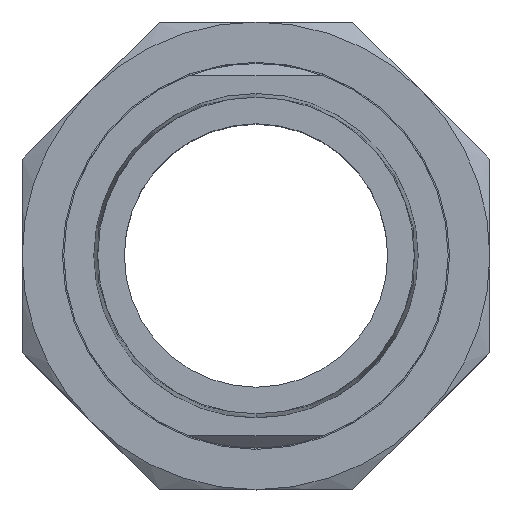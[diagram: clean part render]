
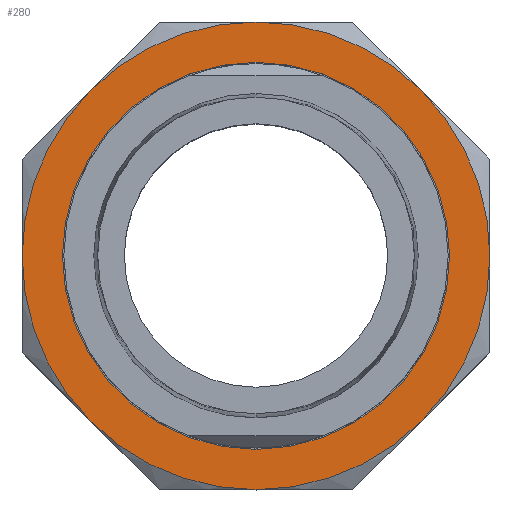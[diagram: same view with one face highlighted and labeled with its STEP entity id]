
A CAD part, top view. The second image highlights one B-rep face of the part: STEP entity #280.
In plain terms, the highlighted planar face has unit normal (0, 0, 1).
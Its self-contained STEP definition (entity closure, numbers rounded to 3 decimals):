
#95 = EDGE_CURVE ( 'NONE', #154, #2457, #668, .T. ) ;
#105 = EDGE_CURVE ( 'NONE', #490, #504, #693, .T. ) ;
#154 = VERTEX_POINT ( 'NONE', #794 ) ;
#158 = EDGE_CURVE ( 'NONE', #255, #154, #835, .T. ) ;
#244 = VERTEX_POINT ( 'NONE', #1020 ) ;
#246 = EDGE_CURVE ( 'NONE', #244, #340, #1016, .T. ) ;
#255 = VERTEX_POINT ( 'NONE', #1048 ) ;
#272 = EDGE_LOOP ( 'NONE', ( #2611, #2605, #2604, #2545, #2536, #2538, #2533, #2539 ) ) ;
#273 = ORIENTED_EDGE ( 'NONE', *, *, #105, .F. ) ;
#274 = ORIENTED_EDGE ( 'NONE', *, *, #383, .F. ) ;
#279 = EDGE_LOOP ( 'NONE', ( #273, #274 ) ) ;
#280 = ADVANCED_FACE ( 'NONE', ( #1112, #1111 ), #1110, .F. ) ;
#312 = VERTEX_POINT ( 'NONE', #1168 ) ;
#327 = VERTEX_POINT ( 'NONE', #1230 ) ;
#328 = EDGE_CURVE ( 'NONE', #327, #312, #1225, .T. ) ;
#337 = EDGE_CURVE ( 'NONE', #340, #327, #1259, .T. ) ;
#340 = VERTEX_POINT ( 'NONE', #1254 ) ;
#344 = EDGE_CURVE ( 'NONE', #312, #255, #1282, .T. ) ;
#383 = EDGE_CURVE ( 'NONE', #504, #490, #1336, .T. ) ;
#490 = VERTEX_POINT ( 'NONE', #1512 ) ;
#504 = VERTEX_POINT ( 'NONE', #1504 ) ;
#664 = DIRECTION ( 'NONE',  ( 1., 0., 0. ) ) ;
#665 = DIRECTION ( 'NONE',  ( 0., 0., 1. ) ) ;
#666 = CARTESIAN_POINT ( 'NONE',  ( 0., 0., 15.5 ) ) ;
#667 = AXIS2_PLACEMENT_3D ( 'NONE', #666, #665, #664 ) ;
#668 = CIRCLE ( 'NONE', #667, 43.5 ) ;
#692 = AXIS2_PLACEMENT_3D ( 'NONE', #753, #752, #751 ) ;
#693 = CIRCLE ( 'NONE', #692, 36. ) ;
#751 = DIRECTION ( 'NONE',  ( 1., 0., 0. ) ) ;
#752 = DIRECTION ( 'NONE',  ( 0., 0., 1. ) ) ;
#753 = CARTESIAN_POINT ( 'NONE',  ( 0., 0., 15.5 ) ) ;
#794 = CARTESIAN_POINT ( 'NONE',  ( -43.5, 0., 15.5 ) ) ;
#831 = DIRECTION ( 'NONE',  ( 1., 0., 0. ) ) ;
#832 = DIRECTION ( 'NONE',  ( 0., 0., 1. ) ) ;
#833 = CARTESIAN_POINT ( 'NONE',  ( 0., 0., 15.5 ) ) ;
#834 = AXIS2_PLACEMENT_3D ( 'NONE', #833, #832, #831 ) ;
#835 = CIRCLE ( 'NONE', #834, 43.5 ) ;
#1012 = DIRECTION ( 'NONE',  ( 1., 0., 0. ) ) ;
#1013 = DIRECTION ( 'NONE',  ( 0., 0., 1. ) ) ;
#1014 = CARTESIAN_POINT ( 'NONE',  ( 0., 0., 15.5 ) ) ;
#1015 = AXIS2_PLACEMENT_3D ( 'NONE', #1014, #1013, #1012 ) ;
#1016 = CIRCLE ( 'NONE', #1015, 43.5 ) ;
#1020 = CARTESIAN_POINT ( 'NONE',  ( 30.759, -30.759, 15.5 ) ) ;
#1048 = CARTESIAN_POINT ( 'NONE',  ( -30.759, 30.759, 15.5 ) ) ;
#1105 = DIRECTION ( 'NONE',  ( -1., 0., 0. ) ) ;
#1106 = DIRECTION ( 'NONE',  ( 0., 0., -1. ) ) ;
#1107 = AXIS2_PLACEMENT_3D ( 'NONE', #1109, #1106, #1105 ) ;
#1109 = CARTESIAN_POINT ( 'NONE',  ( 0., 43.5, 15.5 ) ) ;
#1110 = PLANE ( 'NONE',  #1107 ) ;
#1111 = FACE_OUTER_BOUND ( 'NONE', #272, .T. ) ;
#1112 = FACE_BOUND ( 'NONE', #279, .T. ) ;
#1168 = CARTESIAN_POINT ( 'NONE',  ( 0., 43.5, 15.5 ) ) ;
#1221 = DIRECTION ( 'NONE',  ( 1., 0., 0. ) ) ;
#1222 = DIRECTION ( 'NONE',  ( 0., 0., 1. ) ) ;
#1223 = CARTESIAN_POINT ( 'NONE',  ( 0., 0., 15.5 ) ) ;
#1224 = AXIS2_PLACEMENT_3D ( 'NONE', #1223, #1222, #1221 ) ;
#1225 = CIRCLE ( 'NONE', #1224, 43.5 ) ;
#1230 = CARTESIAN_POINT ( 'NONE',  ( 30.759, 30.759, 15.5 ) ) ;
#1254 = CARTESIAN_POINT ( 'NONE',  ( 43.5, 0., 15.5 ) ) ;
#1256 = DIRECTION ( 'NONE',  ( 1., 0., 0. ) ) ;
#1257 = DIRECTION ( 'NONE',  ( 0., 0., 1. ) ) ;
#1258 = AXIS2_PLACEMENT_3D ( 'NONE', #1266, #1257, #1256 ) ;
#1259 = CIRCLE ( 'NONE', #1258, 43.5 ) ;
#1266 = CARTESIAN_POINT ( 'NONE',  ( 0., 0., 15.5 ) ) ;
#1278 = DIRECTION ( 'NONE',  ( 1., 0., 0. ) ) ;
#1279 = DIRECTION ( 'NONE',  ( 0., 0., 1. ) ) ;
#1280 = CARTESIAN_POINT ( 'NONE',  ( 0., 0., 15.5 ) ) ;
#1281 = AXIS2_PLACEMENT_3D ( 'NONE', #1280, #1279, #1278 ) ;
#1282 = CIRCLE ( 'NONE', #1281, 43.5 ) ;
#1329 = CARTESIAN_POINT ( 'NONE',  ( 0., 0., 15.5 ) ) ;
#1330 = AXIS2_PLACEMENT_3D ( 'NONE', #1329, #1384, #1383 ) ;
#1336 = CIRCLE ( 'NONE', #1330, 36. ) ;
#1383 = DIRECTION ( 'NONE',  ( 1., 0., 0. ) ) ;
#1384 = DIRECTION ( 'NONE',  ( 0., 0., 1. ) ) ;
#1504 = CARTESIAN_POINT ( 'NONE',  ( -36., 0., 15.5 ) ) ;
#1512 = CARTESIAN_POINT ( 'NONE',  ( 36., 0., 15.5 ) ) ;
#1663 = DIRECTION ( 'NONE',  ( 1., 0., 0. ) ) ;
#1664 = DIRECTION ( 'NONE',  ( 0., 0., 1. ) ) ;
#1665 = AXIS2_PLACEMENT_3D ( 'NONE', #1683, #1664, #1663 ) ;
#1666 = CARTESIAN_POINT ( 'NONE',  ( -30.759, -30.759, 15.5 ) ) ;
#1673 = CIRCLE ( 'NONE', #1665, 43.5 ) ;
#1683 = CARTESIAN_POINT ( 'NONE',  ( 0., 0., 15.5 ) ) ;
#1754 = CIRCLE ( 'NONE', #1763, 43.5 ) ;
#1763 = AXIS2_PLACEMENT_3D ( 'NONE', #1806, #1805, #1804 ) ;
#1765 = CARTESIAN_POINT ( 'NONE',  ( 0., -43.5, 15.5 ) ) ;
#1804 = DIRECTION ( 'NONE',  ( 1., 0., 0. ) ) ;
#1805 = DIRECTION ( 'NONE',  ( 0., 0., 1. ) ) ;
#1806 = CARTESIAN_POINT ( 'NONE',  ( 0., 0., 15.5 ) ) ;
#2455 = EDGE_CURVE ( 'NONE', #2457, #2506, #1673, .T. ) ;
#2457 = VERTEX_POINT ( 'NONE', #1666 ) ;
#2506 = VERTEX_POINT ( 'NONE', #1765 ) ;
#2509 = EDGE_CURVE ( 'NONE', #2506, #244, #1754, .T. ) ;
#2533 = ORIENTED_EDGE ( 'NONE', *, *, #2509, .T. ) ;
#2536 = ORIENTED_EDGE ( 'NONE', *, *, #95, .T. ) ;
#2538 = ORIENTED_EDGE ( 'NONE', *, *, #2455, .T. ) ;
#2539 = ORIENTED_EDGE ( 'NONE', *, *, #246, .T. ) ;
#2545 = ORIENTED_EDGE ( 'NONE', *, *, #158, .T. ) ;
#2604 = ORIENTED_EDGE ( 'NONE', *, *, #344, .T. ) ;
#2605 = ORIENTED_EDGE ( 'NONE', *, *, #328, .T. ) ;
#2611 = ORIENTED_EDGE ( 'NONE', *, *, #337, .T. ) ;
